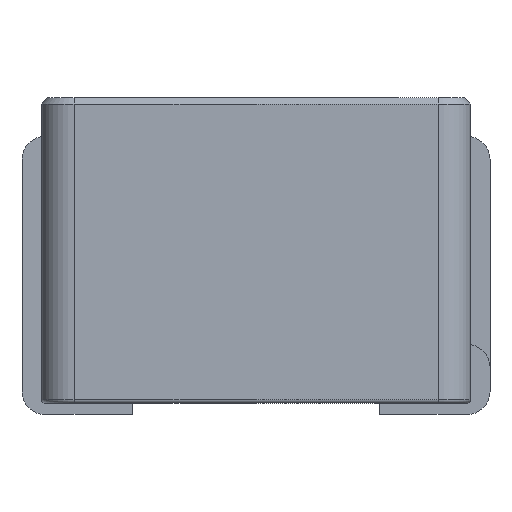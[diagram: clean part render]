
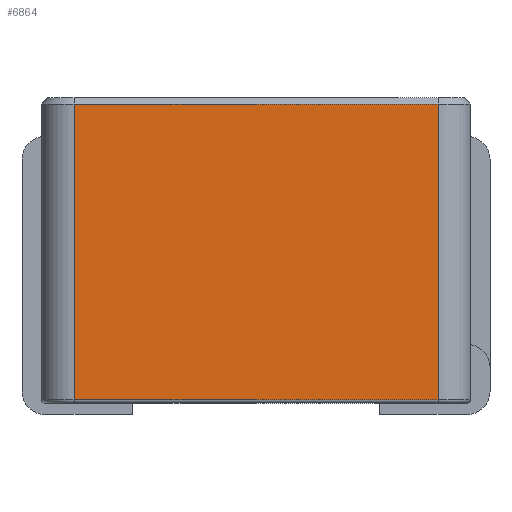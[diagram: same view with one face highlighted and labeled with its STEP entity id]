
A CAD part, front view. The second image highlights one B-rep face of the part: STEP entity #6864.
In plain terms, the highlighted planar face has unit normal (0, -1, 0).
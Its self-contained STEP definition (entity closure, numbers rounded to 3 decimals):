
#307=PLANE('',#7179);
#555=LINE('',#8767,#985);
#561=LINE('',#8786,#991);
#569=LINE('',#8804,#999);
#570=LINE('',#8806,#1000);
#985=VECTOR('',#7620,1000.);
#991=VECTOR('',#7642,1000.);
#999=VECTOR('',#7658,1000.);
#1000=VECTOR('',#7659,1000.);
#1489=ORIENTED_EDGE('',*,*,#2975,.F.);
#1490=ORIENTED_EDGE('',*,*,#2956,.T.);
#1491=ORIENTED_EDGE('',*,*,#2966,.T.);
#1492=ORIENTED_EDGE('',*,*,#2976,.T.);
#2956=EDGE_CURVE('',#3696,#3699,#555,.T.);
#2966=EDGE_CURVE('',#3699,#3705,#561,.T.);
#2975=EDGE_CURVE('',#3696,#3711,#569,.T.);
#2976=EDGE_CURVE('',#3705,#3711,#570,.T.);
#3696=VERTEX_POINT('',#8761);
#3699=VERTEX_POINT('',#8766);
#3705=VERTEX_POINT('',#8787);
#3711=VERTEX_POINT('',#8805);
#4233=EDGE_LOOP('',(#1489,#1490,#1491,#1492));
#4547=FACE_BOUND('',#4233,.T.);
#6864=ADVANCED_FACE('',(#4547),#307,.T.);
#7179=AXIS2_PLACEMENT_3D('',#8803,#7656,#7657);
#7620=DIRECTION('',(1.,0.,0.));
#7642=DIRECTION('',(0.,0.,1.));
#7656=DIRECTION('',(0.,-1.,0.));
#7657=DIRECTION('',(0.,0.,-1.));
#7658=DIRECTION('',(0.,0.,1.));
#7659=DIRECTION('',(-1.,0.,0.));
#8761=CARTESIAN_POINT('',(-5.6,-6.6,-4.6));
#8766=CARTESIAN_POINT('',(5.6,-6.6,-4.6));
#8767=CARTESIAN_POINT('',(5.6,-6.6,-4.6));
#8786=CARTESIAN_POINT('',(5.6,-6.6,-4.7));
#8787=CARTESIAN_POINT('',(5.6,-6.6,4.5));
#8803=CARTESIAN_POINT('',(-6.6,-6.6,-4.7));
#8804=CARTESIAN_POINT('',(-5.6,-6.6,-4.7));
#8805=CARTESIAN_POINT('',(-5.6,-6.6,4.5));
#8806=CARTESIAN_POINT('',(-5.6,-6.6,4.5));
